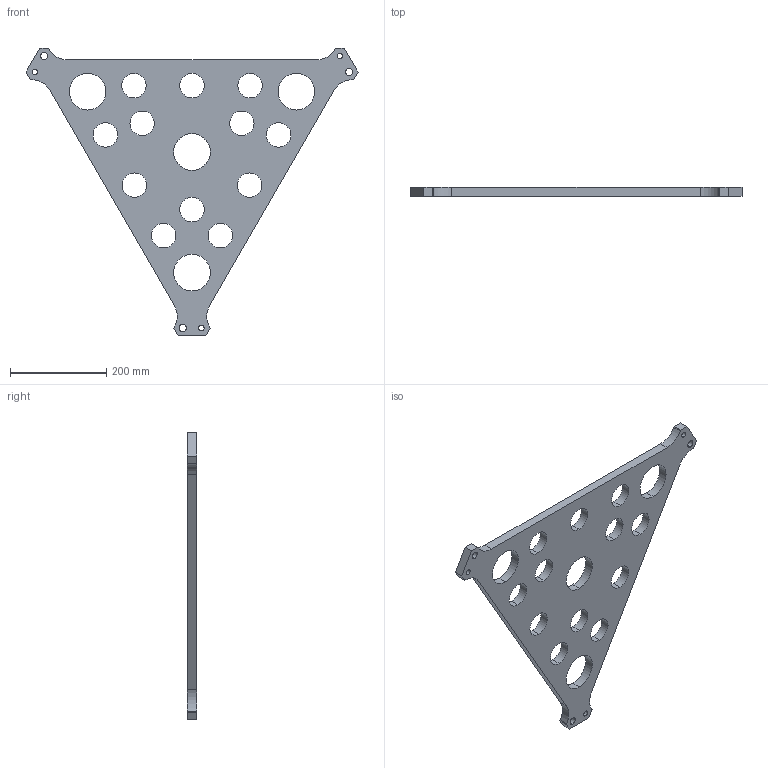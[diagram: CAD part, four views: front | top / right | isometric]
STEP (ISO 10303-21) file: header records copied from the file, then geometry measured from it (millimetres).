
FILE_DESCRIPTION (( 'STEP AP214' ), '1' );
FILE_NAME ('D0900772 AdvLIGO AOS Pier Base.STEP', '2009-07-01T22:18:07', ( 'LIGO' ), ( 'CALTECH' ), 'SwSTEP 2.0', 'SolidWorks 2009', '' );
FILE_SCHEMA (( 'AUTOMOTIVE_DESIGN' ));
Length unit declared in the file: inch
Products named in the file (1): D0900772 AdvLIGO AOS Pier Base
Bounding box: 689.28 x 19.05 x 596.93 mm (x, y, z)
Volume: 2893973.8 mm3; surface area: 403772.9 mm2
Topology: 1 solids, 1 shells, 70 faces, 204 edges, 136 vertices
Faces by surface type: cylinder 50, plane 20
Entity records: 2496 total; most frequent: DIRECTION 446, CARTESIAN_POINT 411, ORIENTED_EDGE 408, EDGE_CURVE 204, AXIS2_PLACEMENT_3D 171, VERTEX_POINT 136, EDGE_LOOP 114, VECTOR 104
